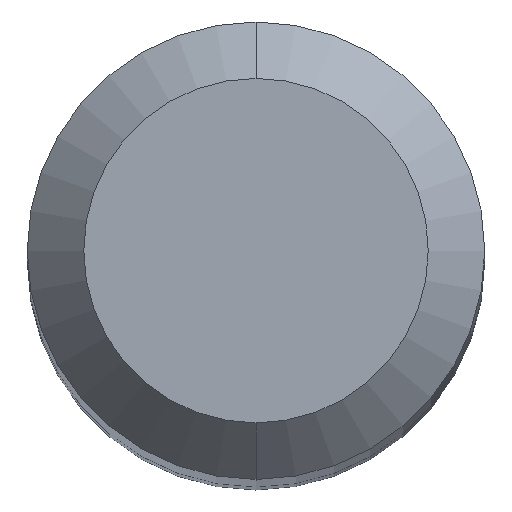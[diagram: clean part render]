
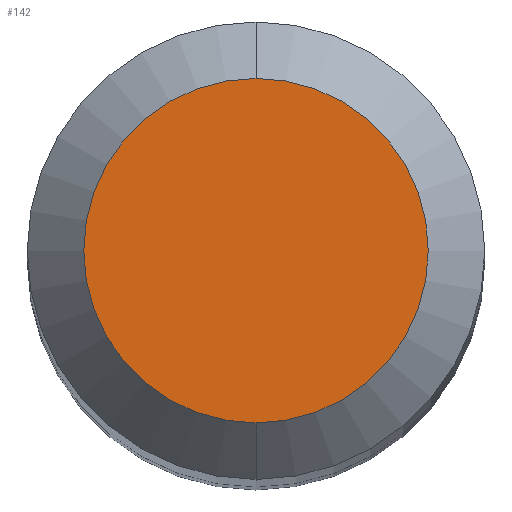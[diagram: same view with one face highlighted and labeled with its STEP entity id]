
A CAD part, top view. The second image highlights one B-rep face of the part: STEP entity #142.
In plain terms, the highlighted planar face has unit normal (0, 0, 1).
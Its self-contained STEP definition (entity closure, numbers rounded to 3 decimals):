
#4 = DIRECTION ( 'NONE',  ( 0., 1., 0. ) ) ;
#29 = AXIS2_PLACEMENT_3D ( 'NONE', #237, #307, #160 ) ;
#41 = EDGE_LOOP ( 'NONE', ( #328, #253 ) ) ;
#43 = AXIS2_PLACEMENT_3D ( 'NONE', #63, #256, #4 ) ;
#63 = CARTESIAN_POINT ( 'NONE',  ( 0., 0., 55. ) ) ;
#117 = CARTESIAN_POINT ( 'NONE',  ( 0., 0., 55. ) ) ;
#131 = CIRCLE ( 'NONE', #289, 1.525 ) ;
#142 = ADVANCED_FACE ( 'NONE', ( #202 ), #177, .F. ) ;
#151 = DIRECTION ( 'NONE',  ( 0., 0., -1. ) ) ;
#159 = VERTEX_POINT ( 'NONE', #195 ) ;
#160 = DIRECTION ( 'NONE',  ( 0., 1., 0. ) ) ;
#177 = PLANE ( 'NONE',  #43 ) ;
#195 = CARTESIAN_POINT ( 'NONE',  ( 0., -1.525, 55. ) ) ;
#202 = FACE_OUTER_BOUND ( 'NONE', #41, .T. ) ;
#237 = CARTESIAN_POINT ( 'NONE',  ( 0., 0., 55. ) ) ;
#253 = ORIENTED_EDGE ( 'NONE', *, *, #254, .F. ) ;
#254 = EDGE_CURVE ( 'NONE', #159, #331, #302, .T. ) ;
#255 = DIRECTION ( 'NONE',  ( 0., 1., 0. ) ) ;
#256 = DIRECTION ( 'NONE',  ( 0., 0., -1. ) ) ;
#274 = CARTESIAN_POINT ( 'NONE',  ( 0., 1.525, 55. ) ) ;
#289 = AXIS2_PLACEMENT_3D ( 'NONE', #117, #151, #255 ) ;
#302 = CIRCLE ( 'NONE', #29, 1.525 ) ;
#307 = DIRECTION ( 'NONE',  ( 0., 0., -1. ) ) ;
#318 = EDGE_CURVE ( 'NONE', #331, #159, #131, .T. ) ;
#328 = ORIENTED_EDGE ( 'NONE', *, *, #318, .F. ) ;
#331 = VERTEX_POINT ( 'NONE', #274 ) ;
